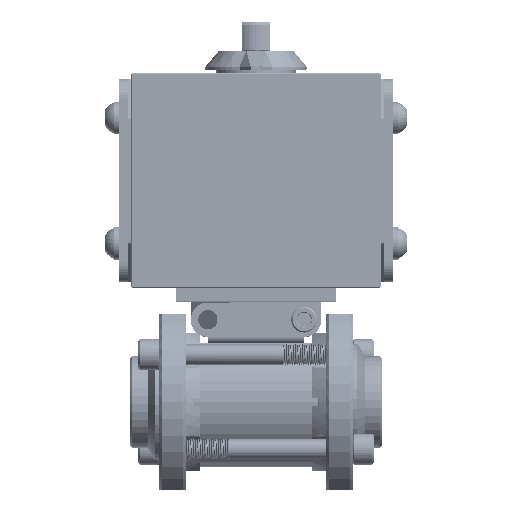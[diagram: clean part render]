
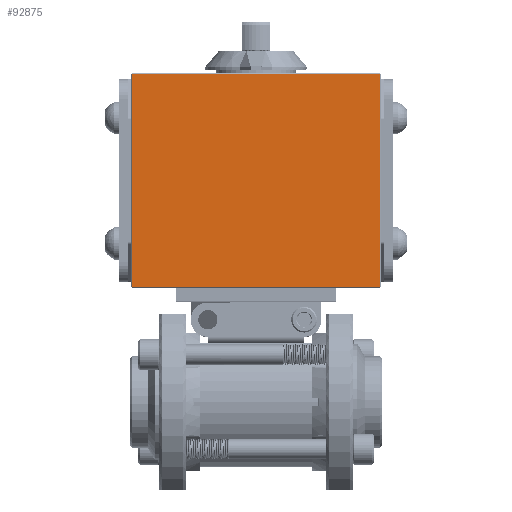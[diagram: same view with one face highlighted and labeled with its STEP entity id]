
A CAD part, top view. The second image highlights one B-rep face of the part: STEP entity #92875.
In plain terms, the highlighted planar face has unit normal (0, 0, 1).
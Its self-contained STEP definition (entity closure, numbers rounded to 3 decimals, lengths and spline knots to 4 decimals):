
#7956 = LINE ( 'NONE', #120618, #74997 ) ;
#13453 = DIRECTION ( 'NONE',  ( -1., 0., 0. ) ) ;
#17169 = VERTEX_POINT ( 'NONE', #55959 ) ;
#29834 = EDGE_LOOP ( 'NONE', ( #152429, #49754, #150557, #129185 ) ) ;
#49302 = LINE ( 'NONE', #163217, #156214 ) ;
#49754 = ORIENTED_EDGE ( 'NONE', *, *, #94445, .T. ) ;
#53647 = VERTEX_POINT ( 'NONE', #111704 ) ;
#54790 = CARTESIAN_POINT ( 'NONE',  ( 2.251, 5.954, 1.55 ) ) ;
#55959 = CARTESIAN_POINT ( 'NONE',  ( 2.251, 2.094, 1.55 ) ) ;
#58859 = DIRECTION ( 'NONE',  ( 1., 0., 0. ) ) ;
#64281 = VERTEX_POINT ( 'NONE', #118661 ) ;
#72459 = EDGE_CURVE ( 'NONE', #17169, #129448, #99699, .T. ) ;
#73737 = VECTOR ( 'NONE', #58859, 39.3701 ) ;
#74997 = VECTOR ( 'NONE', #13453, 39.3701 ) ;
#78231 = PLANE ( 'NONE',  #148523 ) ;
#82922 = DIRECTION ( 'NONE',  ( 0., -1., 0. ) ) ;
#88642 = CARTESIAN_POINT ( 'NONE',  ( 2.251, 5.974, 1.55 ) ) ;
#91690 = DIRECTION ( 'NONE',  ( 0., -1., 0. ) ) ;
#92875 = ADVANCED_FACE ( 'NONE', ( #169653 ), #78231, .F. ) ;
#94445 = EDGE_CURVE ( 'NONE', #129448, #53647, #7956, .T. ) ;
#98718 = CARTESIAN_POINT ( 'NONE',  ( -2.275, 2.094, 1.55 ) ) ;
#99699 = LINE ( 'NONE', #88642, #166813 ) ;
#108179 = EDGE_CURVE ( 'NONE', #53647, #64281, #49302, .T. ) ;
#109427 = LINE ( 'NONE', #98718, #73737 ) ;
#111704 = CARTESIAN_POINT ( 'NONE',  ( -2.255, 5.954, 1.55 ) ) ;
#118661 = CARTESIAN_POINT ( 'NONE',  ( -2.255, 2.094, 1.55 ) ) ;
#120618 = CARTESIAN_POINT ( 'NONE',  ( -2.275, 5.954, 1.55 ) ) ;
#129127 = DIRECTION ( 'NONE',  ( 0., 1., 0. ) ) ;
#129185 = ORIENTED_EDGE ( 'NONE', *, *, #139231, .T. ) ;
#129448 = VERTEX_POINT ( 'NONE', #54790 ) ;
#139231 = EDGE_CURVE ( 'NONE', #64281, #17169, #109427, .T. ) ;
#144500 = CARTESIAN_POINT ( 'NONE',  ( -2.275, 5.974, 1.55 ) ) ;
#148523 = AXIS2_PLACEMENT_3D ( 'NONE', #144500, #171938, #91690 ) ;
#150557 = ORIENTED_EDGE ( 'NONE', *, *, #108179, .T. ) ;
#152429 = ORIENTED_EDGE ( 'NONE', *, *, #72459, .T. ) ;
#156214 = VECTOR ( 'NONE', #82922, 39.3701 ) ;
#163217 = CARTESIAN_POINT ( 'NONE',  ( -2.255, 2.074, 1.55 ) ) ;
#166813 = VECTOR ( 'NONE', #129127, 39.3701 ) ;
#169653 = FACE_OUTER_BOUND ( 'NONE', #29834, .T. ) ;
#171938 = DIRECTION ( 'NONE',  ( 0., 0., -1. ) ) ;
